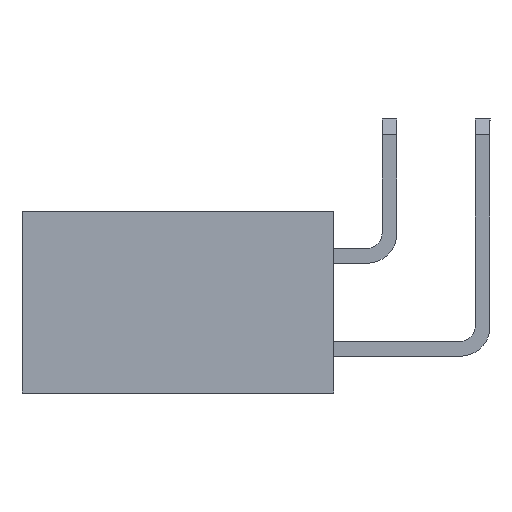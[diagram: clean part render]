
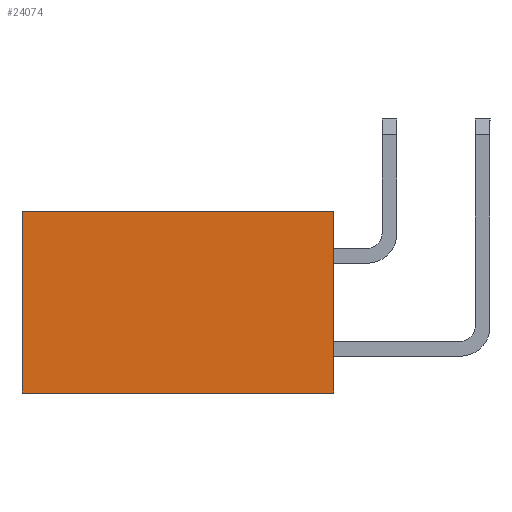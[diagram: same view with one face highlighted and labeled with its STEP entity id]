
A CAD part, left-side view. The second image highlights one B-rep face of the part: STEP entity #24074.
In plain terms, the highlighted planar face has unit normal (-1, 0, 0).
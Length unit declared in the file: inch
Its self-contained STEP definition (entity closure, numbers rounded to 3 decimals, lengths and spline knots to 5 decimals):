
#1345 = CARTESIAN_POINT ( 'NONE',  ( -0.81, 0., -0.0975 ) ) ;
#1750 = CARTESIAN_POINT ( 'NONE',  ( -0.81, 0., 0.0975 ) ) ;
#1999 = DIRECTION ( 'NONE',  ( 0., 0., -1. ) ) ;
#2794 = VECTOR ( 'NONE', #7717, 39.37008 ) ;
#3455 = EDGE_CURVE ( 'NONE', #13095, #5003, #7354, .T. ) ;
#3535 = VECTOR ( 'NONE', #5935, 39.37008 ) ;
#4047 = PLANE ( 'NONE',  #11288 ) ;
#4247 = LINE ( 'NONE', #18673, #3535 ) ;
#5003 = VERTEX_POINT ( 'NONE', #16376 ) ;
#5935 = DIRECTION ( 'NONE',  ( 0., -1., 0. ) ) ;
#6930 = VERTEX_POINT ( 'NONE', #11647 ) ;
#7354 = LINE ( 'NONE', #8388, #18889 ) ;
#7717 = DIRECTION ( 'NONE',  ( 0., 0., -1. ) ) ;
#8388 = CARTESIAN_POINT ( 'NONE',  ( -0.81, 0.335, 0. ) ) ;
#8415 = LINE ( 'NONE', #1345, #2794 ) ;
#9536 = DIRECTION ( 'NONE',  ( 0., -1., 0. ) ) ;
#9634 = CARTESIAN_POINT ( 'NONE',  ( -0.81, 0.335, -0.0975 ) ) ;
#11055 = ORIENTED_EDGE ( 'NONE', *, *, #3455, .F. ) ;
#11288 = AXIS2_PLACEMENT_3D ( 'NONE', #27802, #14796, #1999 ) ;
#11647 = CARTESIAN_POINT ( 'NONE',  ( -0.81, 0., -0.0975 ) ) ;
#11708 = VERTEX_POINT ( 'NONE', #1750 ) ;
#12010 = ORIENTED_EDGE ( 'NONE', *, *, #13784, .F. ) ;
#12025 = VECTOR ( 'NONE', #9536, 39.37008 ) ;
#13031 = EDGE_CURVE ( 'NONE', #5003, #11708, #17869, .T. ) ;
#13095 = VERTEX_POINT ( 'NONE', #9634 ) ;
#13434 = EDGE_LOOP ( 'NONE', ( #19587, #11055, #24968, #12010 ) ) ;
#13784 = EDGE_CURVE ( 'NONE', #11708, #6930, #8415, .T. ) ;
#14796 = DIRECTION ( 'NONE',  ( 1., 0., 0. ) ) ;
#16376 = CARTESIAN_POINT ( 'NONE',  ( -0.81, 0.335, 0.0975 ) ) ;
#17869 = LINE ( 'NONE', #24634, #12025 ) ;
#18673 = CARTESIAN_POINT ( 'NONE',  ( -0.81, 0.335, -0.0975 ) ) ;
#18889 = VECTOR ( 'NONE', #23550, 39.37008 ) ;
#19587 = ORIENTED_EDGE ( 'NONE', *, *, #13031, .F. ) ;
#19737 = FACE_OUTER_BOUND ( 'NONE', #13434, .T. ) ;
#20071 = EDGE_CURVE ( 'NONE', #13095, #6930, #4247, .T. ) ;
#23550 = DIRECTION ( 'NONE',  ( 0., 0., 1. ) ) ;
#24074 = ADVANCED_FACE ( 'NONE', ( #19737 ), #4047, .F. ) ;
#24634 = CARTESIAN_POINT ( 'NONE',  ( -0.81, 0.335, 0.0975 ) ) ;
#24968 = ORIENTED_EDGE ( 'NONE', *, *, #20071, .T. ) ;
#27802 = CARTESIAN_POINT ( 'NONE',  ( -0.81, 0.335, -0.0975 ) ) ;
